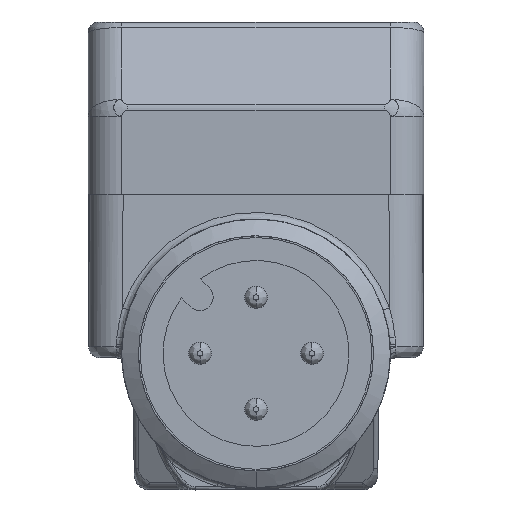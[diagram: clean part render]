
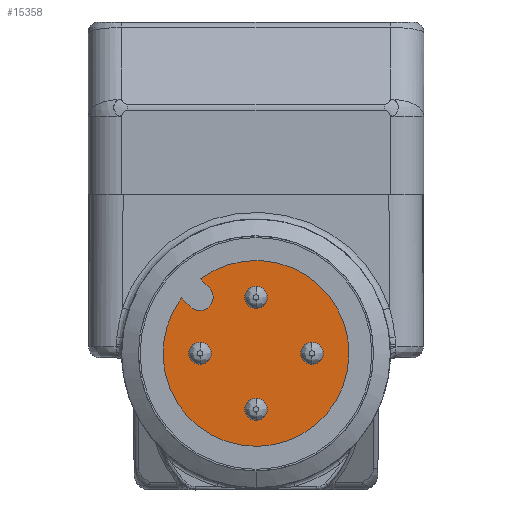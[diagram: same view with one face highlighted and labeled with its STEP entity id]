
A CAD part, front view. The second image highlights one B-rep face of the part: STEP entity #15358.
In plain terms, the highlighted planar face has unit normal (0, -1, 0).
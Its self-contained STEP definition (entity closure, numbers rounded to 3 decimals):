
#4658=CARTESIAN_POINT('',(-2.51,-23.45,-4.99));
#4659=DIRECTION('',(0.,1.,0.));
#4660=DIRECTION('',(0.707,0.,0.707));
#4661=AXIS2_PLACEMENT_3D('',#4658,#4659,#4660);
#4671=CARTESIAN_POINT('',(0.,-23.45,-7.5));
#4672=DIRECTION('',(0.,-1.,0.));
#4673=DIRECTION('',(-0.802,0.,0.597));
#4674=AXIS2_PLACEMENT_3D('',#4671,#4672,#4673);
#4681=DIRECTION('',(0.707,0.,-0.707));
#4682=VECTOR('',#4681,0.556);
#4683=CARTESIAN_POINT('',(-3.328,-23.45,-5.021));
#4684=LINE('',#4683,#4682);
#4685=DIRECTION('',(-0.707,0.,0.707));
#4686=VECTOR('',#4685,0.556);
#4687=CARTESIAN_POINT('',(-2.086,-23.45,-4.566));
#4688=LINE('',#4687,#4686);
#4689=CARTESIAN_POINT('',(0.,-23.45,-5.));
#4690=DIRECTION('',(0.,-1.,0.));
#4691=DIRECTION('',(0.,0.,1.));
#4692=AXIS2_PLACEMENT_3D('',#4689,#4690,#4691);
#4694=CARTESIAN_POINT('',(0.,-23.45,-5.));
#4695=DIRECTION('',(0.,-1.,0.));
#4696=DIRECTION('',(0.,0.,-1.));
#4697=AXIS2_PLACEMENT_3D('',#4694,#4695,#4696);
#4699=CARTESIAN_POINT('',(-2.5,-23.45,-7.5));
#4700=DIRECTION('',(0.,-1.,0.));
#4701=DIRECTION('',(0.,0.,1.));
#4702=AXIS2_PLACEMENT_3D('',#4699,#4700,#4701);
#4704=CARTESIAN_POINT('',(-2.5,-23.45,-7.5));
#4705=DIRECTION('',(0.,-1.,0.));
#4706=DIRECTION('',(0.,0.,-1.));
#4707=AXIS2_PLACEMENT_3D('',#4704,#4705,#4706);
#4709=CARTESIAN_POINT('',(2.5,-23.45,-7.5));
#4710=DIRECTION('',(0.,-1.,0.));
#4711=DIRECTION('',(0.,0.,1.));
#4712=AXIS2_PLACEMENT_3D('',#4709,#4710,#4711);
#4714=CARTESIAN_POINT('',(2.5,-23.45,-7.5));
#4715=DIRECTION('',(0.,-1.,0.));
#4716=DIRECTION('',(0.,0.,-1.));
#4717=AXIS2_PLACEMENT_3D('',#4714,#4715,#4716);
#4719=CARTESIAN_POINT('',(0.,-23.45,-10.));
#4720=DIRECTION('',(0.,-1.,0.));
#4721=DIRECTION('',(0.,0.,1.));
#4722=AXIS2_PLACEMENT_3D('',#4719,#4720,#4721);
#4724=CARTESIAN_POINT('',(0.,-23.45,-10.));
#4725=DIRECTION('',(0.,-1.,0.));
#4726=DIRECTION('',(0.,0.,-1.));
#4727=AXIS2_PLACEMENT_3D('',#4724,#4725,#4726);
#7354=CARTESIAN_POINT('',(0.,-23.45,-4.5));
#7355=CARTESIAN_POINT('',(0.,-23.45,-5.5));
#7356=VERTEX_POINT('',#7354);
#7357=VERTEX_POINT('',#7355);
#7358=CARTESIAN_POINT('',(-2.5,-23.45,-7.));
#7359=CARTESIAN_POINT('',(-2.5,-23.45,-8.));
#7360=VERTEX_POINT('',#7358);
#7361=VERTEX_POINT('',#7359);
#7362=CARTESIAN_POINT('',(2.5,-23.45,-7.));
#7363=CARTESIAN_POINT('',(2.5,-23.45,-8.));
#7364=VERTEX_POINT('',#7362);
#7365=VERTEX_POINT('',#7363);
#7366=CARTESIAN_POINT('',(0.,-23.45,-9.5));
#7367=CARTESIAN_POINT('',(0.,-23.45,-10.5));
#7368=VERTEX_POINT('',#7366);
#7369=VERTEX_POINT('',#7367);
#7402=CARTESIAN_POINT('',(-3.328,-23.45,-5.021));
#7404=VERTEX_POINT('',#7402);
#7406=CARTESIAN_POINT('',(-2.479,-23.45,-4.172));
#7408=VERTEX_POINT('',#7406);
#7410=CARTESIAN_POINT('',(-2.086,-23.45,-4.566));
#7412=VERTEX_POINT('',#7410);
#7414=CARTESIAN_POINT('',(-2.934,-23.45,-5.414));
#7416=VERTEX_POINT('',#7414);
#15323=CARTESIAN_POINT('',(0.,-23.45,-7.5));
#15324=DIRECTION('',(0.,-1.,0.));
#15325=DIRECTION('',(0.,0.,1.));
#15326=AXIS2_PLACEMENT_3D('',#15323,#15324,#15325);
#15327=PLANE('',#15326);
#15328=ORIENTED_EDGE('',*,*,#15274,.T.);
#15329=ORIENTED_EDGE('',*,*,#15289,.F.);
#15330=ORIENTED_EDGE('',*,*,#15305,.T.);
#15331=ORIENTED_EDGE('',*,*,#15315,.F.);
#15332=EDGE_LOOP('',(#15328,#15329,#15330,#15331));
#15333=FACE_OUTER_BOUND('',#15332,.F.);
#15335=ORIENTED_EDGE('',*,*,#15334,.T.);
#15337=ORIENTED_EDGE('',*,*,#15336,.T.);
#15338=EDGE_LOOP('',(#15335,#15337));
#15339=FACE_BOUND('',#15338,.F.);
#15341=ORIENTED_EDGE('',*,*,#15340,.T.);
#15343=ORIENTED_EDGE('',*,*,#15342,.T.);
#15344=EDGE_LOOP('',(#15341,#15343));
#15345=FACE_BOUND('',#15344,.F.);
#15347=ORIENTED_EDGE('',*,*,#15346,.T.);
#15349=ORIENTED_EDGE('',*,*,#15348,.T.);
#15350=EDGE_LOOP('',(#15347,#15349));
#15351=FACE_BOUND('',#15350,.F.);
#15353=ORIENTED_EDGE('',*,*,#15352,.T.);
#15355=ORIENTED_EDGE('',*,*,#15354,.T.);
#15356=EDGE_LOOP('',(#15353,#15355));
#15357=FACE_BOUND('',#15356,.F.);
#15358=ADVANCED_FACE('',(#15333,#15339,#15345,#15351,#15357),#15327,.T.);
#4662=CIRCLE('',#4661,0.6);
#4675=CIRCLE('',#4674,4.15);
#4693=CIRCLE('',#4692,0.5);
#4698=CIRCLE('',#4697,0.5);
#4703=CIRCLE('',#4702,0.5);
#4708=CIRCLE('',#4707,0.5);
#4713=CIRCLE('',#4712,0.5);
#4718=CIRCLE('',#4717,0.5);
#4723=CIRCLE('',#4722,0.5);
#4728=CIRCLE('',#4727,0.5);
#15274=EDGE_CURVE('',#7404,#7416,#4684,.T.);
#15289=EDGE_CURVE('',#7412,#7416,#4662,.T.);
#15305=EDGE_CURVE('',#7412,#7408,#4688,.T.);
#15315=EDGE_CURVE('',#7404,#7408,#4675,.T.);
#15334=EDGE_CURVE('',#7356,#7357,#4693,.T.);
#15336=EDGE_CURVE('',#7357,#7356,#4698,.T.);
#15340=EDGE_CURVE('',#7360,#7361,#4703,.T.);
#15342=EDGE_CURVE('',#7361,#7360,#4708,.T.);
#15346=EDGE_CURVE('',#7364,#7365,#4713,.T.);
#15348=EDGE_CURVE('',#7365,#7364,#4718,.T.);
#15352=EDGE_CURVE('',#7368,#7369,#4723,.T.);
#15354=EDGE_CURVE('',#7369,#7368,#4728,.T.);
